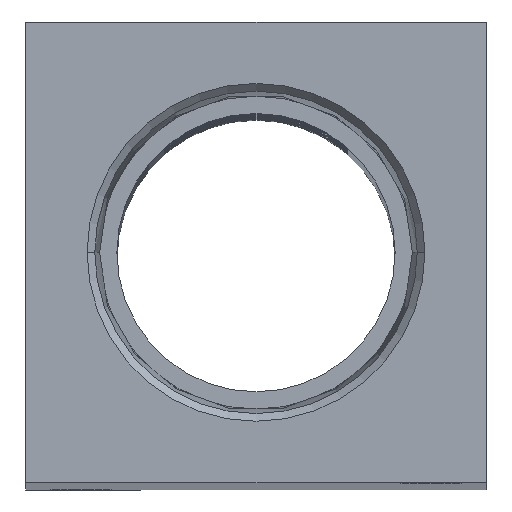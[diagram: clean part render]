
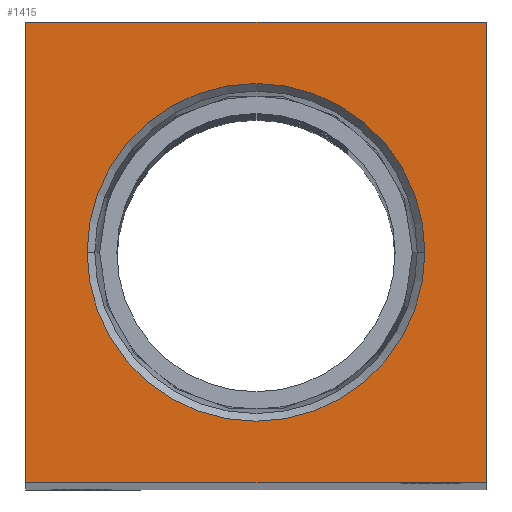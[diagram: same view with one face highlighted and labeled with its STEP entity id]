
A CAD part, top view. The second image highlights one B-rep face of the part: STEP entity #1415.
In plain terms, the highlighted planar face has unit normal (0, 0, 1).
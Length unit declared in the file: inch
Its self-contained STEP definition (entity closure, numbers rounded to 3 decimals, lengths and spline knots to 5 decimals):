
#1 = DIRECTION ( 'NONE',  ( 0., -1., 0. ) ) ;
#16 = CARTESIAN_POINT ( 'NONE',  ( -0.75, -0.75, 6.8125 ) ) ;
#29 = VERTEX_POINT ( 'NONE', #2359 ) ;
#111 = CARTESIAN_POINT ( 'NONE',  ( -0.75, 0.75, 6.8125 ) ) ;
#158 = EDGE_LOOP ( 'NONE', ( #2674, #2542, #916, #1716 ) ) ;
#210 = EDGE_CURVE ( 'NONE', #3609, #29, #697, .T. ) ;
#562 = VERTEX_POINT ( 'NONE', #1403 ) ;
#608 = VECTOR ( 'NONE', #1, 39.37008 ) ;
#697 = LINE ( 'NONE', #1077, #2160 ) ;
#741 = VECTOR ( 'NONE', #2532, 39.37008 ) ;
#749 = AXIS2_PLACEMENT_3D ( 'NONE', #2161, #2175, #2131 ) ;
#845 = LINE ( 'NONE', #2804, #741 ) ;
#855 = FACE_OUTER_BOUND ( 'NONE', #158, .T. ) ;
#881 = EDGE_CURVE ( 'NONE', #1355, #1578, #2393, .T. ) ;
#900 = AXIS2_PLACEMENT_3D ( 'NONE', #1241, #3599, #2849 ) ;
#916 = ORIENTED_EDGE ( 'NONE', *, *, #210, .T. ) ;
#918 = DIRECTION ( 'NONE',  ( 0., 1., 0. ) ) ;
#1040 = LINE ( 'NONE', #2602, #3180 ) ;
#1077 = CARTESIAN_POINT ( 'NONE',  ( 0.75, -0.75, 6.8125 ) ) ;
#1241 = CARTESIAN_POINT ( 'NONE',  ( 0., 0., 6.8125 ) ) ;
#1345 = EDGE_LOOP ( 'NONE', ( #1746, #2273 ) ) ;
#1350 = EDGE_CURVE ( 'NONE', #29, #1804, #1040, .T. ) ;
#1355 = VERTEX_POINT ( 'NONE', #2622 ) ;
#1403 = CARTESIAN_POINT ( 'NONE',  ( -0.75, -0.75, 6.8125 ) ) ;
#1415 = ADVANCED_FACE ( 'NONE', ( #1728, #855 ), #2148, .T. ) ;
#1578 = VERTEX_POINT ( 'NONE', #1615 ) ;
#1615 = CARTESIAN_POINT ( 'NONE',  ( 0.5499, 0., 6.8125 ) ) ;
#1716 = ORIENTED_EDGE ( 'NONE', *, *, #1350, .T. ) ;
#1728 = FACE_BOUND ( 'NONE', #1345, .T. ) ;
#1746 = ORIENTED_EDGE ( 'NONE', *, *, #2335, .F. ) ;
#1771 = CIRCLE ( 'NONE', #3087, 0.5499 ) ;
#1804 = VERTEX_POINT ( 'NONE', #111 ) ;
#1813 = EDGE_CURVE ( 'NONE', #1804, #562, #2344, .T. ) ;
#2131 = DIRECTION ( 'NONE',  ( 1., 0., 0. ) ) ;
#2148 = PLANE ( 'NONE',  #749 ) ;
#2160 = VECTOR ( 'NONE', #918, 39.37008 ) ;
#2161 = CARTESIAN_POINT ( 'NONE',  ( 0., 0., 6.8125 ) ) ;
#2175 = DIRECTION ( 'NONE',  ( 0., 0., 1. ) ) ;
#2273 = ORIENTED_EDGE ( 'NONE', *, *, #881, .F. ) ;
#2335 = EDGE_CURVE ( 'NONE', #1578, #1355, #1771, .T. ) ;
#2344 = LINE ( 'NONE', #16, #608 ) ;
#2359 = CARTESIAN_POINT ( 'NONE',  ( 0.75, 0.75, 6.8125 ) ) ;
#2393 = CIRCLE ( 'NONE', #900, 0.5499 ) ;
#2532 = DIRECTION ( 'NONE',  ( 1., 0., 0. ) ) ;
#2542 = ORIENTED_EDGE ( 'NONE', *, *, #3225, .T. ) ;
#2602 = CARTESIAN_POINT ( 'NONE',  ( 0.75, 0.75, 6.8125 ) ) ;
#2622 = CARTESIAN_POINT ( 'NONE',  ( -0.5499, 0., 6.8125 ) ) ;
#2674 = ORIENTED_EDGE ( 'NONE', *, *, #1813, .T. ) ;
#2685 = DIRECTION ( 'NONE',  ( -1., 0., 0. ) ) ;
#2691 = DIRECTION ( 'NONE',  ( 1., 0., 0. ) ) ;
#2749 = DIRECTION ( 'NONE',  ( 0., 0., 1. ) ) ;
#2765 = CARTESIAN_POINT ( 'NONE',  ( 0., 0., 6.8125 ) ) ;
#2804 = CARTESIAN_POINT ( 'NONE',  ( 0.75, -0.75, 6.8125 ) ) ;
#2849 = DIRECTION ( 'NONE',  ( 1., 0., 0. ) ) ;
#3087 = AXIS2_PLACEMENT_3D ( 'NONE', #2765, #2749, #2691 ) ;
#3180 = VECTOR ( 'NONE', #2685, 39.37008 ) ;
#3225 = EDGE_CURVE ( 'NONE', #562, #3609, #845, .T. ) ;
#3230 = CARTESIAN_POINT ( 'NONE',  ( 0.75, -0.75, 6.8125 ) ) ;
#3599 = DIRECTION ( 'NONE',  ( 0., 0., 1. ) ) ;
#3609 = VERTEX_POINT ( 'NONE', #3230 ) ;
